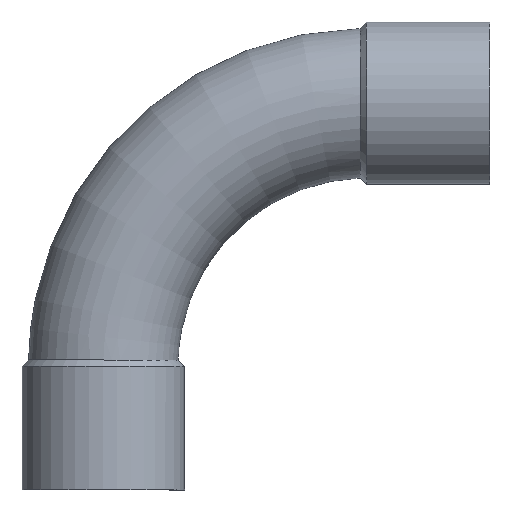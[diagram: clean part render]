
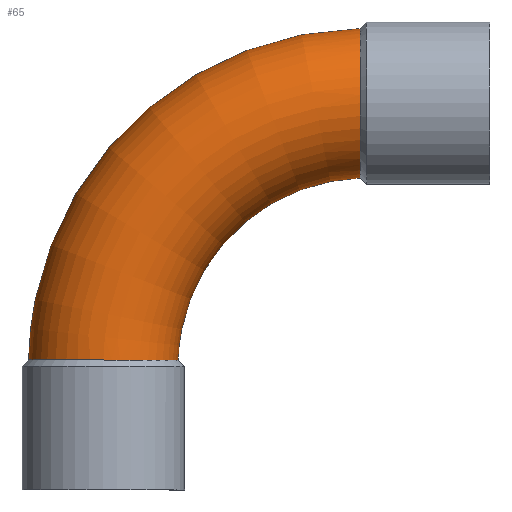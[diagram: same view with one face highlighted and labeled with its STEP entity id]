
A CAD part, front view. The second image highlights one B-rep face of the part: STEP entity #65.
In plain terms, the highlighted toroidal (fillet/blend) face has major radius 40.5 mm and minor radius 11.5 mm.
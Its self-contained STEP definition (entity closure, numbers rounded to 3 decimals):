
#45=TOROIDAL_SURFACE('',#230,40.5,11.5);
#65=ADVANCED_FACE('',(#100,#101),#45,.T.);
#74=B_SPLINE_CURVE_WITH_KNOTS('',3,(#299,#300,#301,#302,#303,#304,#305,
#306,#307,#308),.UNSPECIFIED.,.F.,.F.,(4,2,2,2,4),(0.,0.25,0.5,0.75,1.),
 .UNSPECIFIED.);
#75=B_SPLINE_CURVE_WITH_KNOTS('',3,(#315,#316,#317,#318,#319,#320,#321,
#322,#323,#324),.UNSPECIFIED.,.F.,.F.,(4,2,2,2,4),(0.,0.25,0.5,0.75,1.),
 .UNSPECIFIED.);
#76=B_SPLINE_CURVE_WITH_KNOTS('',3,(#333,#334,#335,#336,#337,#338,#339,
#340,#341,#342),.UNSPECIFIED.,.F.,.F.,(4,2,2,2,4),(0.,0.25,0.5,0.75,1.),
 .UNSPECIFIED.);
#77=B_SPLINE_CURVE_WITH_KNOTS('',3,(#344,#345,#346,#347,#348,#349,#350,
#351,#352,#353),.UNSPECIFIED.,.F.,.F.,(4,2,2,2,4),(0.,0.25,0.5,0.75,1.),
 .UNSPECIFIED.);
#100=FACE_BOUND('',#126,.T.);
#101=FACE_BOUND('',#127,.T.);
#126=EDGE_LOOP('',(#158,#159));
#127=EDGE_LOOP('',(#160,#161));
#158=ORIENTED_EDGE('',*,*,#190,.F.);
#159=ORIENTED_EDGE('',*,*,#187,.F.);
#160=ORIENTED_EDGE('',*,*,#193,.F.);
#161=ORIENTED_EDGE('',*,*,#194,.F.);
#171=VERTEX_POINT('',#309);
#172=VERTEX_POINT('',#310);
#175=VERTEX_POINT('',#331);
#176=VERTEX_POINT('',#332);
#187=EDGE_CURVE('',#171,#172,#74,.T.);
#190=EDGE_CURVE('',#172,#171,#75,.T.);
#193=EDGE_CURVE('',#176,#175,#76,.T.);
#194=EDGE_CURVE('',#175,#176,#77,.T.);
#230=AXIS2_PLACEMENT_3D('',#663,#271,#272);
#271=DIRECTION('',(0.,-1.,0.));
#272=DIRECTION('',(0.,0.,-1.));
#299=CARTESIAN_POINT('',(62.006,-11.5,16.));
#300=CARTESIAN_POINT('',(59.004,-11.498,16.));
#301=CARTESIAN_POINT('',(56.017,-10.274,16.));
#302=CARTESIAN_POINT('',(51.725,-5.974,16.));
#303=CARTESIAN_POINT('',(50.507,-2.991,16.));
#304=CARTESIAN_POINT('',(50.512,3.008,16.));
#305=CARTESIAN_POINT('',(51.757,6.01,16.));
#306=CARTESIAN_POINT('',(55.998,10.251,16.));
#307=CARTESIAN_POINT('',(58.971,11.498,16.));
#308=CARTESIAN_POINT('',(62.006,11.5,16.));
#309=CARTESIAN_POINT('',(62.006,-11.5,16.));
#310=CARTESIAN_POINT('',(62.006,11.5,16.));
#315=CARTESIAN_POINT('',(62.006,11.5,16.));
#316=CARTESIAN_POINT('',(65.044,11.502,15.997));
#317=CARTESIAN_POINT('',(68.021,10.255,15.993));
#318=CARTESIAN_POINT('',(72.269,6.012,15.986));
#319=CARTESIAN_POINT('',(73.516,3.008,15.983));
#320=CARTESIAN_POINT('',(73.518,-2.999,15.983));
#321=CARTESIAN_POINT('',(72.296,-5.984,15.986));
#322=CARTESIAN_POINT('',(67.995,-10.282,15.993));
#323=CARTESIAN_POINT('',(65.009,-11.502,15.997));
#324=CARTESIAN_POINT('',(62.006,-11.5,16.));
#331=CARTESIAN_POINT('',(101.5,-11.5,55.494));
#332=CARTESIAN_POINT('',(101.5,11.5,55.494));
#333=CARTESIAN_POINT('',(101.5,11.5,55.494));
#334=CARTESIAN_POINT('',(101.5,11.498,58.531));
#335=CARTESIAN_POINT('',(101.5,10.251,61.503));
#336=CARTESIAN_POINT('',(101.5,6.006,65.746));
#337=CARTESIAN_POINT('',(101.5,3.003,66.989));
#338=CARTESIAN_POINT('',(101.5,-2.995,66.991));
#339=CARTESIAN_POINT('',(101.5,-5.982,65.77));
#340=CARTESIAN_POINT('',(101.5,-10.274,61.481));
#341=CARTESIAN_POINT('',(101.5,-11.498,58.496));
#342=CARTESIAN_POINT('',(101.5,-11.5,55.494));
#344=CARTESIAN_POINT('',(101.5,-11.5,55.494));
#345=CARTESIAN_POINT('',(101.503,-11.502,52.477));
#346=CARTESIAN_POINT('',(101.507,-10.256,49.48));
#347=CARTESIAN_POINT('',(101.514,-6.015,45.233));
#348=CARTESIAN_POINT('',(101.517,-3.016,43.981));
#349=CARTESIAN_POINT('',(101.517,3.035,43.986));
#350=CARTESIAN_POINT('',(101.514,6.021,45.238));
#351=CARTESIAN_POINT('',(101.507,10.257,49.483));
#352=CARTESIAN_POINT('',(101.503,11.502,52.486));
#353=CARTESIAN_POINT('',(101.5,11.5,55.494));
#663=CARTESIAN_POINT('',(102.5,0.,15.));
